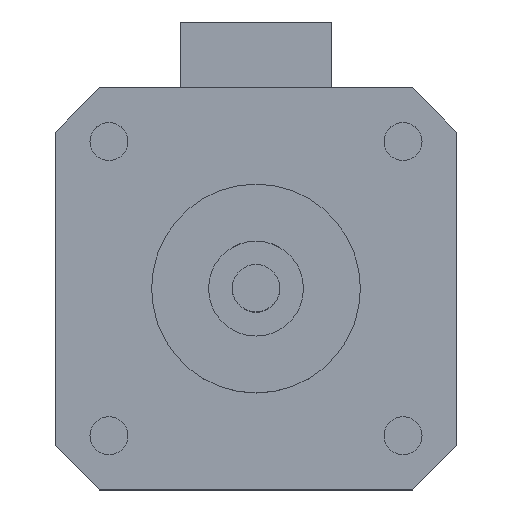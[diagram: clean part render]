
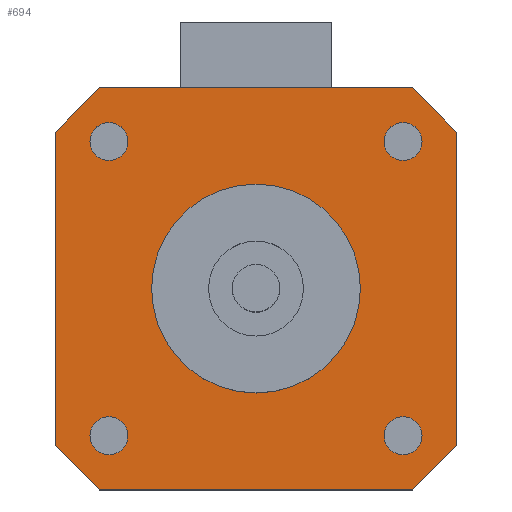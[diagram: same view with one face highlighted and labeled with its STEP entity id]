
A CAD part, top view. The second image highlights one B-rep face of the part: STEP entity #694.
In plain terms, the highlighted planar face has unit normal (0, 0, 1).
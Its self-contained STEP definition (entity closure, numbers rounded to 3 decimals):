
#113=DIRECTION('',(1.,0.,0.));
#114=VECTOR('',#113,33.);
#115=CARTESIAN_POINT('',(4.65,0.,41.));
#116=LINE('',#115,#114);
#117=DIRECTION('',(0.707,-0.707,0.));
#118=VECTOR('',#117,6.576);
#119=CARTESIAN_POINT('',(0.,4.65,41.));
#120=LINE('',#119,#118);
#121=DIRECTION('',(0.,-1.,0.));
#122=VECTOR('',#121,33.);
#123=CARTESIAN_POINT('',(0.,37.65,41.));
#124=LINE('',#123,#122);
#125=DIRECTION('',(-0.707,-0.707,0.));
#126=VECTOR('',#125,6.576);
#127=CARTESIAN_POINT('',(4.65,42.3,41.));
#128=LINE('',#127,#126);
#129=DIRECTION('',(-1.,0.,0.));
#130=VECTOR('',#129,33.);
#131=CARTESIAN_POINT('',(37.65,42.3,41.));
#132=LINE('',#131,#130);
#133=DIRECTION('',(-0.707,0.707,0.));
#134=VECTOR('',#133,6.576);
#135=CARTESIAN_POINT('',(42.3,37.65,41.));
#136=LINE('',#135,#134);
#137=DIRECTION('',(0.,1.,0.));
#138=VECTOR('',#137,33.);
#139=CARTESIAN_POINT('',(42.3,4.65,41.));
#140=LINE('',#139,#138);
#141=DIRECTION('',(0.707,0.707,0.));
#142=VECTOR('',#141,6.576);
#143=CARTESIAN_POINT('',(37.65,0.,41.));
#144=LINE('',#143,#142);
#145=CARTESIAN_POINT('',(5.65,36.65,41.));
#146=DIRECTION('',(0.,0.,1.));
#147=DIRECTION('',(1.,0.,0.));
#148=AXIS2_PLACEMENT_3D('',#145,#146,#147);
#150=CARTESIAN_POINT('',(5.65,36.65,41.));
#151=DIRECTION('',(0.,0.,1.));
#152=DIRECTION('',(-1.,0.,0.));
#153=AXIS2_PLACEMENT_3D('',#150,#151,#152);
#155=CARTESIAN_POINT('',(36.65,36.65,41.));
#156=DIRECTION('',(0.,0.,1.));
#157=DIRECTION('',(1.,0.,0.));
#158=AXIS2_PLACEMENT_3D('',#155,#156,#157);
#160=CARTESIAN_POINT('',(36.65,36.65,41.));
#161=DIRECTION('',(0.,0.,1.));
#162=DIRECTION('',(-1.,0.,0.));
#163=AXIS2_PLACEMENT_3D('',#160,#161,#162);
#165=CARTESIAN_POINT('',(5.65,5.65,41.));
#166=DIRECTION('',(0.,0.,1.));
#167=DIRECTION('',(1.,0.,0.));
#168=AXIS2_PLACEMENT_3D('',#165,#166,#167);
#170=CARTESIAN_POINT('',(5.65,5.65,41.));
#171=DIRECTION('',(0.,0.,1.));
#172=DIRECTION('',(-1.,0.,0.));
#173=AXIS2_PLACEMENT_3D('',#170,#171,#172);
#175=CARTESIAN_POINT('',(36.65,5.65,41.));
#176=DIRECTION('',(0.,0.,1.));
#177=DIRECTION('',(1.,0.,0.));
#178=AXIS2_PLACEMENT_3D('',#175,#176,#177);
#180=CARTESIAN_POINT('',(36.65,5.65,41.));
#181=DIRECTION('',(0.,0.,1.));
#182=DIRECTION('',(-1.,0.,0.));
#183=AXIS2_PLACEMENT_3D('',#180,#181,#182);
#185=CARTESIAN_POINT('',(21.15,21.15,41.));
#186=DIRECTION('',(0.,0.,1.));
#187=DIRECTION('',(1.,0.,0.));
#188=AXIS2_PLACEMENT_3D('',#185,#186,#187);
#190=CARTESIAN_POINT('',(21.15,21.15,41.));
#191=DIRECTION('',(0.,0.,1.));
#192=DIRECTION('',(-1.,0.,0.));
#193=AXIS2_PLACEMENT_3D('',#190,#191,#192);
#357=CARTESIAN_POINT('',(4.65,0.,41.));
#358=CARTESIAN_POINT('',(37.65,0.,41.));
#359=VERTEX_POINT('',#357);
#360=VERTEX_POINT('',#358);
#361=CARTESIAN_POINT('',(42.3,4.65,41.));
#362=VERTEX_POINT('',#361);
#363=CARTESIAN_POINT('',(42.3,37.65,41.));
#364=VERTEX_POINT('',#363);
#365=CARTESIAN_POINT('',(37.65,42.3,41.));
#366=VERTEX_POINT('',#365);
#367=CARTESIAN_POINT('',(4.65,42.3,41.));
#368=VERTEX_POINT('',#367);
#369=CARTESIAN_POINT('',(0.,37.65,41.));
#370=VERTEX_POINT('',#369);
#371=CARTESIAN_POINT('',(0.,4.65,41.));
#372=VERTEX_POINT('',#371);
#377=CARTESIAN_POINT('',(7.65,36.65,41.));
#378=CARTESIAN_POINT('',(3.65,36.65,41.));
#379=VERTEX_POINT('',#377);
#380=VERTEX_POINT('',#378);
#393=CARTESIAN_POINT('',(38.65,36.65,41.));
#394=CARTESIAN_POINT('',(34.65,36.65,41.));
#395=VERTEX_POINT('',#393);
#396=VERTEX_POINT('',#394);
#397=CARTESIAN_POINT('',(7.65,5.65,41.));
#398=CARTESIAN_POINT('',(3.65,5.65,41.));
#399=VERTEX_POINT('',#397);
#400=VERTEX_POINT('',#398);
#401=CARTESIAN_POINT('',(38.65,5.65,41.));
#402=CARTESIAN_POINT('',(34.65,5.65,41.));
#403=VERTEX_POINT('',#401);
#404=VERTEX_POINT('',#402);
#413=CARTESIAN_POINT('',(32.15,21.15,41.));
#414=CARTESIAN_POINT('',(10.15,21.15,41.));
#415=VERTEX_POINT('',#413);
#416=VERTEX_POINT('',#414);
#649=CARTESIAN_POINT('',(0.,0.,41.));
#650=DIRECTION('',(0.,0.,1.));
#651=DIRECTION('',(1.,0.,0.));
#652=AXIS2_PLACEMENT_3D('',#649,#650,#651);
#653=PLANE('',#652);
#654=ORIENTED_EDGE('',*,*,#602,.F.);
#655=ORIENTED_EDGE('',*,*,#616,.F.);
#656=ORIENTED_EDGE('',*,*,#630,.F.);
#657=ORIENTED_EDGE('',*,*,#643,.F.);
#658=ORIENTED_EDGE('',*,*,#489,.F.);
#659=ORIENTED_EDGE('',*,*,#560,.F.);
#660=ORIENTED_EDGE('',*,*,#574,.F.);
#661=ORIENTED_EDGE('',*,*,#588,.F.);
#662=EDGE_LOOP('',(#654,#655,#656,#657,#658,#659,#660,#661));
#663=FACE_OUTER_BOUND('',#662,.F.);
#665=ORIENTED_EDGE('',*,*,#664,.T.);
#667=ORIENTED_EDGE('',*,*,#666,.T.);
#668=EDGE_LOOP('',(#665,#667));
#669=FACE_BOUND('',#668,.F.);
#671=ORIENTED_EDGE('',*,*,#670,.T.);
#673=ORIENTED_EDGE('',*,*,#672,.T.);
#674=EDGE_LOOP('',(#671,#673));
#675=FACE_BOUND('',#674,.F.);
#677=ORIENTED_EDGE('',*,*,#676,.T.);
#679=ORIENTED_EDGE('',*,*,#678,.T.);
#680=EDGE_LOOP('',(#677,#679));
#681=FACE_BOUND('',#680,.F.);
#683=ORIENTED_EDGE('',*,*,#682,.T.);
#685=ORIENTED_EDGE('',*,*,#684,.T.);
#686=EDGE_LOOP('',(#683,#685));
#687=FACE_BOUND('',#686,.F.);
#689=ORIENTED_EDGE('',*,*,#688,.T.);
#691=ORIENTED_EDGE('',*,*,#690,.T.);
#692=EDGE_LOOP('',(#689,#691));
#693=FACE_BOUND('',#692,.F.);
#694=ADVANCED_FACE('',(#663,#669,#675,#681,#687,#693),#653,.T.);
#149=CIRCLE('',#148,2.);
#154=CIRCLE('',#153,2.);
#159=CIRCLE('',#158,2.);
#164=CIRCLE('',#163,2.);
#169=CIRCLE('',#168,2.);
#174=CIRCLE('',#173,2.);
#179=CIRCLE('',#178,2.);
#184=CIRCLE('',#183,2.);
#189=CIRCLE('',#188,11.);
#194=CIRCLE('',#193,11.);
#489=EDGE_CURVE('',#366,#368,#132,.T.);
#560=EDGE_CURVE('',#364,#366,#136,.T.);
#574=EDGE_CURVE('',#362,#364,#140,.T.);
#588=EDGE_CURVE('',#360,#362,#144,.T.);
#602=EDGE_CURVE('',#359,#360,#116,.T.);
#616=EDGE_CURVE('',#372,#359,#120,.T.);
#630=EDGE_CURVE('',#370,#372,#124,.T.);
#643=EDGE_CURVE('',#368,#370,#128,.T.);
#664=EDGE_CURVE('',#379,#380,#149,.T.);
#666=EDGE_CURVE('',#380,#379,#154,.T.);
#670=EDGE_CURVE('',#395,#396,#159,.T.);
#672=EDGE_CURVE('',#396,#395,#164,.T.);
#676=EDGE_CURVE('',#399,#400,#169,.T.);
#678=EDGE_CURVE('',#400,#399,#174,.T.);
#682=EDGE_CURVE('',#403,#404,#179,.T.);
#684=EDGE_CURVE('',#404,#403,#184,.T.);
#688=EDGE_CURVE('',#415,#416,#189,.T.);
#690=EDGE_CURVE('',#416,#415,#194,.T.);
